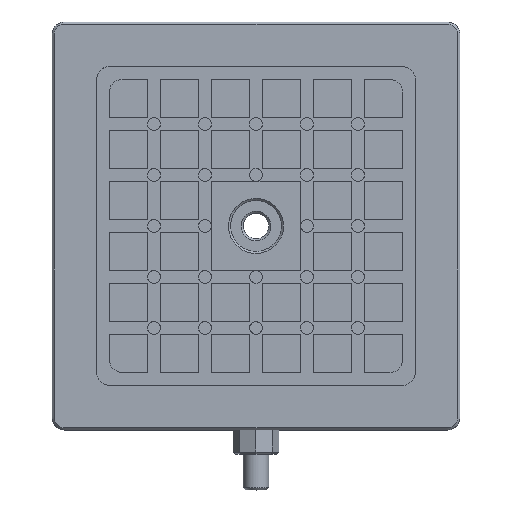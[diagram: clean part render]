
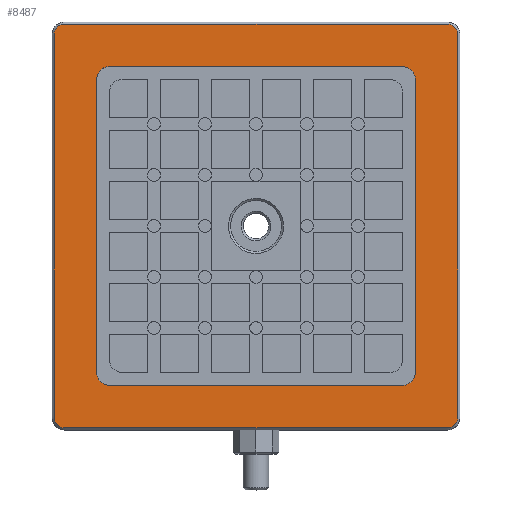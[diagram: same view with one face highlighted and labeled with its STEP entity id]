
A CAD part, top view. The second image highlights one B-rep face of the part: STEP entity #8487.
In plain terms, the highlighted free-form (B-spline) face has degree [1, 1] with [2, 2] control points.
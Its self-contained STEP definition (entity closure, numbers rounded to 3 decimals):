
#1110 = VERTEX_POINT('',#1111);
#1111 = CARTESIAN_POINT('',(-11.753,16.338,
    12.189));
#1125 = VERTEX_POINT('',#1126);
#1126 = CARTESIAN_POINT('',(-15.044,13.047,
    12.189));
#1131 = EDGE_CURVE('',#1125,#1110,#1132,.T.);
#1132 = ( BOUNDED_CURVE() B_SPLINE_CURVE(2,(#1133,#1134,#1135),
.UNSPECIFIED.,.F.,.F.) B_SPLINE_CURVE_WITH_KNOTS((3,3),(4.712,
6.283),.PIECEWISE_BEZIER_KNOTS.) CURVE() 
GEOMETRIC_REPRESENTATION_ITEM() RATIONAL_B_SPLINE_CURVE((1.,
0.707,1.)) REPRESENTATION_ITEM('') );
#1133 = CARTESIAN_POINT('',(-15.044,13.047,
    12.189));
#1134 = CARTESIAN_POINT('',(-15.044,16.338,
    12.189));
#1135 = CARTESIAN_POINT('',(-11.753,16.338,
    12.189));
#1156 = VERTEX_POINT('',#1157);
#1157 = CARTESIAN_POINT('',(-15.044,-104.485,
    12.189));
#1162 = EDGE_CURVE('',#1125,#1156,#1163,.T.);
#1163 = B_SPLINE_CURVE_WITH_KNOTS('',1,(#1164,#1165),.UNSPECIFIED.,.F.,
  .F.,(2,2),(-98.425,-3.175),.PIECEWISE_BEZIER_KNOTS.);
#1164 = CARTESIAN_POINT('',(-15.044,13.047,
    12.189));
#1165 = CARTESIAN_POINT('',(-15.044,-104.485,
    12.189));
#1176 = EDGE_CURVE('',#1177,#1110,#1179,.T.);
#1177 = VERTEX_POINT('',#1178);
#1178 = CARTESIAN_POINT('',(105.779,16.338,
    12.189));
#1179 = B_SPLINE_CURVE_WITH_KNOTS('',1,(#1180,#1181),.UNSPECIFIED.,.F.,
  .F.,(2,2),(3.175,98.425),.PIECEWISE_BEZIER_KNOTS.);
#1180 = CARTESIAN_POINT('',(105.779,16.338,
    12.189));
#1181 = CARTESIAN_POINT('',(-11.753,16.338,
    12.189));
#1213 = VERTEX_POINT('',#1214);
#1214 = CARTESIAN_POINT('',(-11.753,-107.776,
    12.189));
#1219 = EDGE_CURVE('',#1213,#1156,#1220,.T.);
#1220 = ( BOUNDED_CURVE() B_SPLINE_CURVE(2,(#1221,#1222,#1223),
.UNSPECIFIED.,.F.,.F.) B_SPLINE_CURVE_WITH_KNOTS((3,3),(3.142,
4.712),.PIECEWISE_BEZIER_KNOTS.) CURVE() 
GEOMETRIC_REPRESENTATION_ITEM() RATIONAL_B_SPLINE_CURVE((1.,
0.707,1.)) REPRESENTATION_ITEM('') );
#1221 = CARTESIAN_POINT('',(-11.753,-107.776,
    12.189));
#1222 = CARTESIAN_POINT('',(-15.044,-107.776,
    12.189));
#1223 = CARTESIAN_POINT('',(-15.044,-104.485,
    12.189));
#1236 = EDGE_CURVE('',#1177,#1237,#1239,.T.);
#1237 = VERTEX_POINT('',#1238);
#1238 = CARTESIAN_POINT('',(109.07,13.047,
    12.189));
#1239 = ( BOUNDED_CURVE() B_SPLINE_CURVE(2,(#1240,#1241,#1242),
.UNSPECIFIED.,.F.,.F.) B_SPLINE_CURVE_WITH_KNOTS((3,3),(0.,
1.571),.PIECEWISE_BEZIER_KNOTS.) CURVE() 
GEOMETRIC_REPRESENTATION_ITEM() RATIONAL_B_SPLINE_CURVE((1.,
0.707,1.)) REPRESENTATION_ITEM('') );
#1240 = CARTESIAN_POINT('',(105.779,16.338,
    12.189));
#1241 = CARTESIAN_POINT('',(109.07,16.338,
    12.189));
#1242 = CARTESIAN_POINT('',(109.07,13.047,
    12.189));
#1276 = VERTEX_POINT('',#1277);
#1277 = CARTESIAN_POINT('',(105.779,-107.776,
    12.189));
#1282 = EDGE_CURVE('',#1213,#1276,#1283,.T.);
#1283 = B_SPLINE_CURVE_WITH_KNOTS('',1,(#1284,#1285),.UNSPECIFIED.,.F.,
  .F.,(2,2),(-95.25,0.),.PIECEWISE_BEZIER_KNOTS.);
#1284 = CARTESIAN_POINT('',(-11.753,-107.776,
    12.189));
#1285 = CARTESIAN_POINT('',(105.779,-107.776,
    12.189));
#1296 = EDGE_CURVE('',#1297,#1237,#1299,.T.);
#1297 = VERTEX_POINT('',#1298);
#1298 = CARTESIAN_POINT('',(109.07,-104.485,
    12.189));
#1299 = B_SPLINE_CURVE_WITH_KNOTS('',1,(#1300,#1301),.UNSPECIFIED.,.F.,
  .F.,(2,2),(3.175,98.425),.PIECEWISE_BEZIER_KNOTS.);
#1300 = CARTESIAN_POINT('',(109.07,-104.485,
    12.189));
#1301 = CARTESIAN_POINT('',(109.07,13.047,
    12.189));
#1331 = EDGE_CURVE('',#1297,#1276,#1332,.T.);
#1332 = ( BOUNDED_CURVE() B_SPLINE_CURVE(2,(#1333,#1334,#1335),
.UNSPECIFIED.,.F.,.F.) B_SPLINE_CURVE_WITH_KNOTS((3,3),(1.571,
3.142),.PIECEWISE_BEZIER_KNOTS.) CURVE() 
GEOMETRIC_REPRESENTATION_ITEM() RATIONAL_B_SPLINE_CURVE((1.,
0.707,1.)) REPRESENTATION_ITEM('') );
#1333 = CARTESIAN_POINT('',(109.07,-104.485,
    12.189));
#1334 = CARTESIAN_POINT('',(109.07,-107.776,
    12.189));
#1335 = CARTESIAN_POINT('',(105.779,-107.776,
    12.189));
#3440 = VERTEX_POINT('',#3441);
#3441 = CARTESIAN_POINT('',(1.959,-94.691,
    12.189));
#3446 = EDGE_CURVE('',#3447,#3440,#3449,.T.);
#3447 = VERTEX_POINT('',#3448);
#3448 = CARTESIAN_POINT('',(92.067,-94.691,
    12.189));
#3449 = B_SPLINE_CURVE_WITH_KNOTS('',1,(#3450,#3451),.UNSPECIFIED.,.F.,
  .F.,(2,2),(3.175,76.2),.PIECEWISE_BEZIER_KNOTS.);
#3450 = CARTESIAN_POINT('',(92.067,-94.691,
    12.189));
#3451 = CARTESIAN_POINT('',(1.959,-94.691,
    12.189));
#6318 = VERTEX_POINT('',#6319);
#6319 = CARTESIAN_POINT('',(-1.959,-0.665,
    12.189));
#6324 = EDGE_CURVE('',#6325,#6318,#6327,.T.);
#6325 = VERTEX_POINT('',#6326);
#6326 = CARTESIAN_POINT('',(-1.959,-90.773,
    12.189));
#6327 = B_SPLINE_CURVE_WITH_KNOTS('',1,(#6328,#6329),.UNSPECIFIED.,.F.,
  .F.,(2,2),(-73.025,0.),.PIECEWISE_BEZIER_KNOTS.);
#6328 = CARTESIAN_POINT('',(-1.959,-90.773,
    12.189));
#6329 = CARTESIAN_POINT('',(-1.959,-0.665,
    12.189));
#6344 = EDGE_CURVE('',#6345,#6347,#6349,.T.);
#6345 = VERTEX_POINT('',#6346);
#6346 = CARTESIAN_POINT('',(1.959,3.253,
    12.189));
#6347 = VERTEX_POINT('',#6348);
#6348 = CARTESIAN_POINT('',(92.067,3.253,
    12.189));
#6349 = B_SPLINE_CURVE_WITH_KNOTS('',1,(#6350,#6351),.UNSPECIFIED.,.F.,
  .F.,(2,2),(3.175,76.2),.PIECEWISE_BEZIER_KNOTS.);
#6350 = CARTESIAN_POINT('',(1.959,3.253,
    12.189));
#6351 = CARTESIAN_POINT('',(92.067,3.253,
    12.189));
#6390 = VERTEX_POINT('',#6391);
#6391 = CARTESIAN_POINT('',(95.985,-90.773,
    12.189));
#6396 = EDGE_CURVE('',#6397,#6390,#6399,.T.);
#6397 = VERTEX_POINT('',#6398);
#6398 = CARTESIAN_POINT('',(95.985,-0.665,
    12.189));
#6399 = B_SPLINE_CURVE_WITH_KNOTS('',1,(#6400,#6401),.UNSPECIFIED.,.F.,
  .F.,(2,2),(3.175,76.2),.PIECEWISE_BEZIER_KNOTS.);
#6400 = CARTESIAN_POINT('',(95.985,-0.665,
    12.189));
#6401 = CARTESIAN_POINT('',(95.985,-90.773,
    12.189));
#7622 = EDGE_CURVE('',#6390,#3447,#7623,.T.);
#7623 = ( BOUNDED_CURVE() B_SPLINE_CURVE(2,(#7624,#7625,#7626),
.UNSPECIFIED.,.F.,.F.) B_SPLINE_CURVE_WITH_KNOTS((3,3),(1.571,
3.142),.PIECEWISE_BEZIER_KNOTS.) CURVE() 
GEOMETRIC_REPRESENTATION_ITEM() RATIONAL_B_SPLINE_CURVE((1.,
0.707,1.)) REPRESENTATION_ITEM('') );
#7624 = CARTESIAN_POINT('',(95.985,-90.773,
    12.189));
#7625 = CARTESIAN_POINT('',(95.985,-94.691,
    12.189));
#7626 = CARTESIAN_POINT('',(92.067,-94.691,
    12.189));
#7641 = EDGE_CURVE('',#6347,#6397,#7642,.T.);
#7642 = ( BOUNDED_CURVE() B_SPLINE_CURVE(2,(#7643,#7644,#7645),
.UNSPECIFIED.,.F.,.F.) B_SPLINE_CURVE_WITH_KNOTS((3,3),(0.,
1.571),.PIECEWISE_BEZIER_KNOTS.) CURVE() 
GEOMETRIC_REPRESENTATION_ITEM() RATIONAL_B_SPLINE_CURVE((1.,
0.707,1.)) REPRESENTATION_ITEM('') );
#7643 = CARTESIAN_POINT('',(92.067,3.253,
    12.189));
#7644 = CARTESIAN_POINT('',(95.985,3.253,
    12.189));
#7645 = CARTESIAN_POINT('',(95.985,-0.665,
    12.189));
#7674 = EDGE_CURVE('',#3440,#6325,#7675,.T.);
#7675 = ( BOUNDED_CURVE() B_SPLINE_CURVE(2,(#7676,#7677,#7678),
.UNSPECIFIED.,.F.,.F.) B_SPLINE_CURVE_WITH_KNOTS((3,3),(3.142,
4.712),.PIECEWISE_BEZIER_KNOTS.) CURVE() 
GEOMETRIC_REPRESENTATION_ITEM() RATIONAL_B_SPLINE_CURVE((1.,
0.707,1.)) REPRESENTATION_ITEM('') );
#7676 = CARTESIAN_POINT('',(1.959,-94.691,
    12.189));
#7677 = CARTESIAN_POINT('',(-1.959,-94.691,
    12.189));
#7678 = CARTESIAN_POINT('',(-1.959,-90.773,
    12.189));
#7721 = EDGE_CURVE('',#6318,#6345,#7722,.T.);
#7722 = ( BOUNDED_CURVE() B_SPLINE_CURVE(2,(#7723,#7724,#7725),
.UNSPECIFIED.,.F.,.F.) B_SPLINE_CURVE_WITH_KNOTS((3,3),(4.712,
6.283),.PIECEWISE_BEZIER_KNOTS.) CURVE() 
GEOMETRIC_REPRESENTATION_ITEM() RATIONAL_B_SPLINE_CURVE((1.,
0.707,1.)) REPRESENTATION_ITEM('') );
#7723 = CARTESIAN_POINT('',(-1.959,-0.665,
    12.189));
#7724 = CARTESIAN_POINT('',(-1.959,3.253,
    12.189));
#7725 = CARTESIAN_POINT('',(1.959,3.253,
    12.189));
#8487 = ADVANCED_FACE('',(#8488,#8498),#8508,.F.);
#8488 = FACE_BOUND('',#8489,.T.);
#8489 = EDGE_LOOP('',(#8490,#8491,#8492,#8493,#8494,#8495,#8496,#8497));
#8490 = ORIENTED_EDGE('',*,*,#1282,.T.);
#8491 = ORIENTED_EDGE('',*,*,#1331,.F.);
#8492 = ORIENTED_EDGE('',*,*,#1296,.T.);
#8493 = ORIENTED_EDGE('',*,*,#1236,.F.);
#8494 = ORIENTED_EDGE('',*,*,#1176,.T.);
#8495 = ORIENTED_EDGE('',*,*,#1131,.F.);
#8496 = ORIENTED_EDGE('',*,*,#1162,.T.);
#8497 = ORIENTED_EDGE('',*,*,#1219,.F.);
#8498 = FACE_BOUND('',#8499,.T.);
#8499 = EDGE_LOOP('',(#8500,#8501,#8502,#8503,#8504,#8505,#8506,#8507));
#8500 = ORIENTED_EDGE('',*,*,#6324,.T.);
#8501 = ORIENTED_EDGE('',*,*,#7721,.T.);
#8502 = ORIENTED_EDGE('',*,*,#6344,.T.);
#8503 = ORIENTED_EDGE('',*,*,#7641,.T.);
#8504 = ORIENTED_EDGE('',*,*,#6396,.T.);
#8505 = ORIENTED_EDGE('',*,*,#7622,.T.);
#8506 = ORIENTED_EDGE('',*,*,#3446,.T.);
#8507 = ORIENTED_EDGE('',*,*,#7674,.T.);
#8508 = B_SPLINE_SURFACE_WITH_KNOTS('',1,1,(
    (#8509,#8510)
    ,(#8511,#8512
    )),.UNSPECIFIED.,.F.,.F.,.F.,(2,2),(2,2),(0.508,101.092),(-101.092,
    -0.508),.PIECEWISE_BEZIER_KNOTS.);
#8509 = CARTESIAN_POINT('',(-15.044,-107.776,
    12.189));
#8510 = CARTESIAN_POINT('',(109.07,-107.776,
    12.189));
#8511 = CARTESIAN_POINT('',(-15.044,16.338,
    12.189));
#8512 = CARTESIAN_POINT('',(109.07,16.338,
    12.189));
